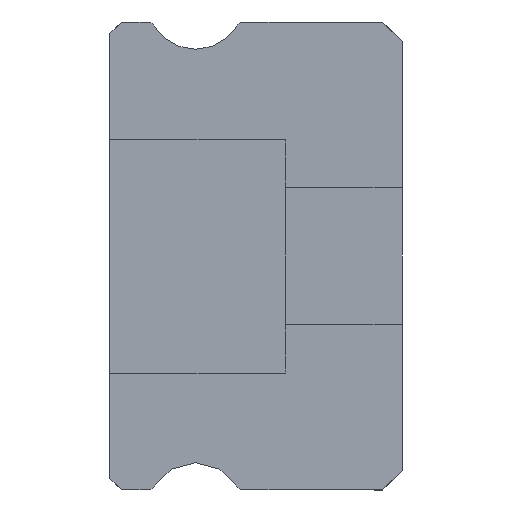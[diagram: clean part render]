
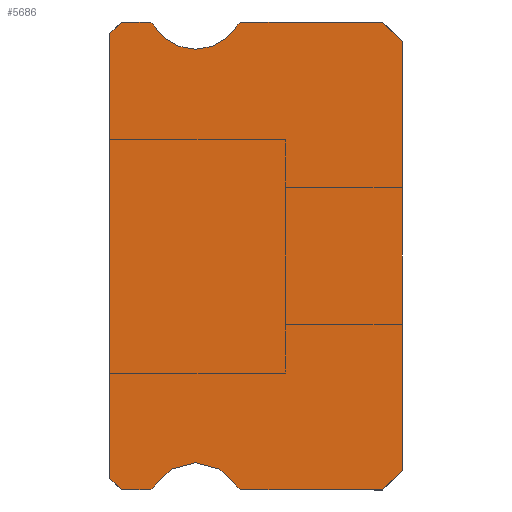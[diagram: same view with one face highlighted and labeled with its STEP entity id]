
A CAD part, left-side view. The second image highlights one B-rep face of the part: STEP entity #5686.
In plain terms, the highlighted planar face has unit normal (-1, 0, 0).
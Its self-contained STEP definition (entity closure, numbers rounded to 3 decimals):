
#159 = CIRCLE ( 'NONE', #5840, 0.15 ) ;
#279 = DIRECTION ( 'NONE',  ( 0., -0.707, -0.707 ) ) ;
#323 = ORIENTED_EDGE ( 'NONE', *, *, #10373, .F. ) ;
#495 = AXIS2_PLACEMENT_3D ( 'NONE', #6532, #11469, #6483 ) ;
#552 = VECTOR ( 'NONE', #12338, 1000. ) ;
#600 = DIRECTION ( 'NONE',  ( 0., 0., -1. ) ) ;
#603 = CARTESIAN_POINT ( 'NONE',  ( -5., 7.2, 6. ) ) ;
#833 = CARTESIAN_POINT ( 'NONE',  ( -5., 7.5, 5.85 ) ) ;
#863 = ORIENTED_EDGE ( 'NONE', *, *, #7079, .F. ) ;
#893 = VERTEX_POINT ( 'NONE', #5771 ) ;
#905 = DIRECTION ( 'NONE',  ( -1., 0., 0. ) ) ;
#982 = EDGE_CURVE ( 'NONE', #6197, #9707, #11869, .T. ) ;
#1010 = EDGE_CURVE ( 'NONE', #11324, #7774, #6558, .T. ) ;
#1100 = DIRECTION ( 'NONE',  ( 0., 0., -1. ) ) ;
#1125 = CARTESIAN_POINT ( 'NONE',  ( -5., 4.217, -5.925 ) ) ;
#1235 = EDGE_CURVE ( 'NONE', #5830, #8377, #12457, .T. ) ;
#1334 = ORIENTED_EDGE ( 'NONE', *, *, #11894, .F. ) ;
#1354 = VERTEX_POINT ( 'NONE', #10741 ) ;
#1508 = AXIS2_PLACEMENT_3D ( 'NONE', #9616, #905, #2223 ) ;
#1515 = EDGE_CURVE ( 'NONE', #9508, #11805, #7313, .T. ) ;
#1558 = DIRECTION ( 'NONE',  ( 1., 0., 0. ) ) ;
#1581 = VECTOR ( 'NONE', #7597, 1000. ) ;
#1605 = DIRECTION ( 'NONE',  ( 0., 0., -1. ) ) ;
#1820 = DIRECTION ( 'NONE',  ( 0., 0.707, -0.707 ) ) ;
#2175 = ORIENTED_EDGE ( 'NONE', *, *, #4459, .F. ) ;
#2218 = DIRECTION ( 'NONE',  ( 0., 0., -1. ) ) ;
#2223 = DIRECTION ( 'NONE',  ( 0., 0., -1. ) ) ;
#2226 = DIRECTION ( 'NONE',  ( 0., -1., 0. ) ) ;
#2231 = DIRECTION ( 'NONE',  ( 0., -1., 0. ) ) ;
#2426 = LINE ( 'NONE', #11847, #3427 ) ;
#2486 = ORIENTED_EDGE ( 'NONE', *, *, #982, .F. ) ;
#2493 = FACE_OUTER_BOUND ( 'NONE', #7242, .T. ) ;
#2745 = EDGE_CURVE ( 'NONE', #10908, #11324, #10441, .T. ) ;
#2882 = CARTESIAN_POINT ( 'NONE',  ( -5., 4.088, -6. ) ) ;
#2914 = CARTESIAN_POINT ( 'NONE',  ( -5., 6.383, -5.925 ) ) ;
#2920 = EDGE_CURVE ( 'NONE', #893, #7983, #7137, .T. ) ;
#3368 = CARTESIAN_POINT ( 'NONE',  ( -5., 6.512, 6. ) ) ;
#3427 = VECTOR ( 'NONE', #2231, 1000. ) ;
#3614 = CARTESIAN_POINT ( 'NONE',  ( -5., 7.5, -5.7 ) ) ;
#3628 = CARTESIAN_POINT ( 'NONE',  ( -5., 4.217, 5.925 ) ) ;
#3827 = CARTESIAN_POINT ( 'NONE',  ( -5., 4.088, 5.85 ) ) ;
#3958 = ORIENTED_EDGE ( 'NONE', *, *, #1515, .T. ) ;
#3980 = CARTESIAN_POINT ( 'NONE',  ( -5., 0.5, 6. ) ) ;
#4073 = CARTESIAN_POINT ( 'NONE',  ( -5., 5.3, -6.55 ) ) ;
#4392 = CARTESIAN_POINT ( 'NONE',  ( -5., 5.3, 6.55 ) ) ;
#4426 = CIRCLE ( 'NONE', #10739, 0.15 ) ;
#4438 = ORIENTED_EDGE ( 'NONE', *, *, #6025, .T. ) ;
#4459 = EDGE_CURVE ( 'NONE', #4640, #7328, #11260, .T. ) ;
#4542 = DIRECTION ( 'NONE',  ( 0., 0., -1. ) ) ;
#4640 = VERTEX_POINT ( 'NONE', #3980 ) ;
#4845 = ORIENTED_EDGE ( 'NONE', *, *, #5399, .F. ) ;
#5341 = VECTOR ( 'NONE', #9599, 1000. ) ;
#5357 = CARTESIAN_POINT ( 'NONE',  ( -5., 6.512, -5.85 ) ) ;
#5399 = EDGE_CURVE ( 'NONE', #9707, #5650, #12529, .T. ) ;
#5485 = EDGE_CURVE ( 'NONE', #9508, #8377, #9555, .T. ) ;
#5495 = CARTESIAN_POINT ( 'NONE',  ( -5., 7.5, 5.7 ) ) ;
#5609 = AXIS2_PLACEMENT_3D ( 'NONE', #10266, #1558, #600 ) ;
#5620 = VECTOR ( 'NONE', #10979, 1000. ) ;
#5650 = VERTEX_POINT ( 'NONE', #3628 ) ;
#5680 = VERTEX_POINT ( 'NONE', #3368 ) ;
#5686 = ADVANCED_FACE ( 'NONE', ( #2493 ), #6349, .F. ) ;
#5771 = CARTESIAN_POINT ( 'NONE',  ( -5., 0., -5.5 ) ) ;
#5830 = VERTEX_POINT ( 'NONE', #6907 ) ;
#5840 = AXIS2_PLACEMENT_3D ( 'NONE', #5357, #8495, #4542 ) ;
#6025 = EDGE_CURVE ( 'NONE', #893, #7328, #8498, .T. ) ;
#6090 = LINE ( 'NONE', #10060, #7240 ) ;
#6140 = ORIENTED_EDGE ( 'NONE', *, *, #11871, .T. ) ;
#6197 = VERTEX_POINT ( 'NONE', #11941 ) ;
#6349 = PLANE ( 'NONE',  #5609 ) ;
#6483 = DIRECTION ( 'NONE',  ( 0., 0., -1. ) ) ;
#6532 = CARTESIAN_POINT ( 'NONE',  ( -5., 4.088, -5.85 ) ) ;
#6558 = CIRCLE ( 'NONE', #7786, 1.25 ) ;
#6907 = CARTESIAN_POINT ( 'NONE',  ( -5., 7.2, 6. ) ) ;
#7020 = AXIS2_PLACEMENT_3D ( 'NONE', #4392, #8390, #1605 ) ;
#7079 = EDGE_CURVE ( 'NONE', #5680, #6197, #10891, .T. ) ;
#7137 = LINE ( 'NONE', #9461, #7380 ) ;
#7217 = CARTESIAN_POINT ( 'NONE',  ( -5., 0.5, 6. ) ) ;
#7240 = VECTOR ( 'NONE', #11616, 1000. ) ;
#7242 = EDGE_LOOP ( 'NONE', ( #11670, #7388, #3958, #6140, #10166, #10297, #10314, #1334, #11247, #4438, #2175, #323, #7919, #4845, #2486, #863, #7915 ) ) ;
#7313 = LINE ( 'NONE', #10209, #8219 ) ;
#7328 = VERTEX_POINT ( 'NONE', #8706 ) ;
#7360 = AXIS2_PLACEMENT_3D ( 'NONE', #12021, #9801, #2218 ) ;
#7380 = VECTOR ( 'NONE', #1820, 1000. ) ;
#7388 = ORIENTED_EDGE ( 'NONE', *, *, #5485, .F. ) ;
#7535 = EDGE_CURVE ( 'NONE', #5680, #5830, #9320, .T. ) ;
#7597 = DIRECTION ( 'NONE',  ( 0., 0., 1. ) ) ;
#7693 = DIRECTION ( 'NONE',  ( 0., 0., -1. ) ) ;
#7774 = VERTEX_POINT ( 'NONE', #2914 ) ;
#7782 = CARTESIAN_POINT ( 'NONE',  ( -5., 4.088, 6. ) ) ;
#7786 = AXIS2_PLACEMENT_3D ( 'NONE', #4073, #11732, #1100 ) ;
#7915 = ORIENTED_EDGE ( 'NONE', *, *, #7535, .T. ) ;
#7919 = ORIENTED_EDGE ( 'NONE', *, *, #11901, .F. ) ;
#7983 = VERTEX_POINT ( 'NONE', #9390 ) ;
#8009 = VECTOR ( 'NONE', #11173, 1000. ) ;
#8030 = CARTESIAN_POINT ( 'NONE',  ( -5., 0., 5.5 ) ) ;
#8219 = VECTOR ( 'NONE', #279, 1000. ) ;
#8278 = VECTOR ( 'NONE', #2226, 1000. ) ;
#8377 = VERTEX_POINT ( 'NONE', #10780 ) ;
#8390 = DIRECTION ( 'NONE',  ( -1., 0., 0. ) ) ;
#8495 = DIRECTION ( 'NONE',  ( 1., 0., 0. ) ) ;
#8498 = LINE ( 'NONE', #8030, #5620 ) ;
#8706 = CARTESIAN_POINT ( 'NONE',  ( -5., 0., 5.5 ) ) ;
#9320 = LINE ( 'NONE', #603, #8009 ) ;
#9390 = CARTESIAN_POINT ( 'NONE',  ( -5., 0.5, -6. ) ) ;
#9461 = CARTESIAN_POINT ( 'NONE',  ( -5., 0., -5.5 ) ) ;
#9508 = VERTEX_POINT ( 'NONE', #3614 ) ;
#9555 = LINE ( 'NONE', #833, #1581 ) ;
#9599 = DIRECTION ( 'NONE',  ( 0., 0.707, -0.707 ) ) ;
#9616 = CARTESIAN_POINT ( 'NONE',  ( -5., 5.3, 6.55 ) ) ;
#9707 = VERTEX_POINT ( 'NONE', #10951 ) ;
#9801 = DIRECTION ( 'NONE',  ( 1., 0., 0. ) ) ;
#9997 = LINE ( 'NONE', #10724, #8278 ) ;
#10060 = CARTESIAN_POINT ( 'NONE',  ( -5., 6.512, -6. ) ) ;
#10166 = ORIENTED_EDGE ( 'NONE', *, *, #11199, .F. ) ;
#10209 = CARTESIAN_POINT ( 'NONE',  ( -5., 7.2, -6. ) ) ;
#10266 = CARTESIAN_POINT ( 'NONE',  ( -5., 6.512, 5.85 ) ) ;
#10297 = ORIENTED_EDGE ( 'NONE', *, *, #1010, .F. ) ;
#10314 = ORIENTED_EDGE ( 'NONE', *, *, #2745, .F. ) ;
#10373 = EDGE_CURVE ( 'NONE', #10626, #4640, #2426, .T. ) ;
#10441 = CIRCLE ( 'NONE', #495, 0.15 ) ;
#10626 = VERTEX_POINT ( 'NONE', #7782 ) ;
#10724 = CARTESIAN_POINT ( 'NONE',  ( -5., 6.512, -6. ) ) ;
#10739 = AXIS2_PLACEMENT_3D ( 'NONE', #3827, #11971, #7693 ) ;
#10741 = CARTESIAN_POINT ( 'NONE',  ( -5., 6.512, -6. ) ) ;
#10780 = CARTESIAN_POINT ( 'NONE',  ( -5., 7.5, 5.7 ) ) ;
#10891 = CIRCLE ( 'NONE', #7360, 0.15 ) ;
#10908 = VERTEX_POINT ( 'NONE', #2882 ) ;
#10951 = CARTESIAN_POINT ( 'NONE',  ( -5., 5.3, 5.3 ) ) ;
#10979 = DIRECTION ( 'NONE',  ( 0., 0., 1. ) ) ;
#11173 = DIRECTION ( 'NONE',  ( 0., 1., 0. ) ) ;
#11199 = EDGE_CURVE ( 'NONE', #7774, #1354, #159, .T. ) ;
#11247 = ORIENTED_EDGE ( 'NONE', *, *, #2920, .F. ) ;
#11260 = LINE ( 'NONE', #7217, #552 ) ;
#11324 = VERTEX_POINT ( 'NONE', #1125 ) ;
#11469 = DIRECTION ( 'NONE',  ( 1., 0., 0. ) ) ;
#11616 = DIRECTION ( 'NONE',  ( 0., 1., 0. ) ) ;
#11670 = ORIENTED_EDGE ( 'NONE', *, *, #1235, .T. ) ;
#11732 = DIRECTION ( 'NONE',  ( -1., 0., 0. ) ) ;
#11805 = VERTEX_POINT ( 'NONE', #12496 ) ;
#11847 = CARTESIAN_POINT ( 'NONE',  ( -5., 6.512, 6. ) ) ;
#11869 = CIRCLE ( 'NONE', #1508, 1.25 ) ;
#11871 = EDGE_CURVE ( 'NONE', #11805, #1354, #9997, .T. ) ;
#11894 = EDGE_CURVE ( 'NONE', #7983, #10908, #6090, .T. ) ;
#11901 = EDGE_CURVE ( 'NONE', #5650, #10626, #4426, .T. ) ;
#11941 = CARTESIAN_POINT ( 'NONE',  ( -5., 6.383, 5.925 ) ) ;
#11971 = DIRECTION ( 'NONE',  ( 1., 0., 0. ) ) ;
#12021 = CARTESIAN_POINT ( 'NONE',  ( -5., 6.512, 5.85 ) ) ;
#12338 = DIRECTION ( 'NONE',  ( 0., -0.707, -0.707 ) ) ;
#12457 = LINE ( 'NONE', #5495, #5341 ) ;
#12496 = CARTESIAN_POINT ( 'NONE',  ( -5., 7.2, -6. ) ) ;
#12529 = CIRCLE ( 'NONE', #7020, 1.25 ) ;
